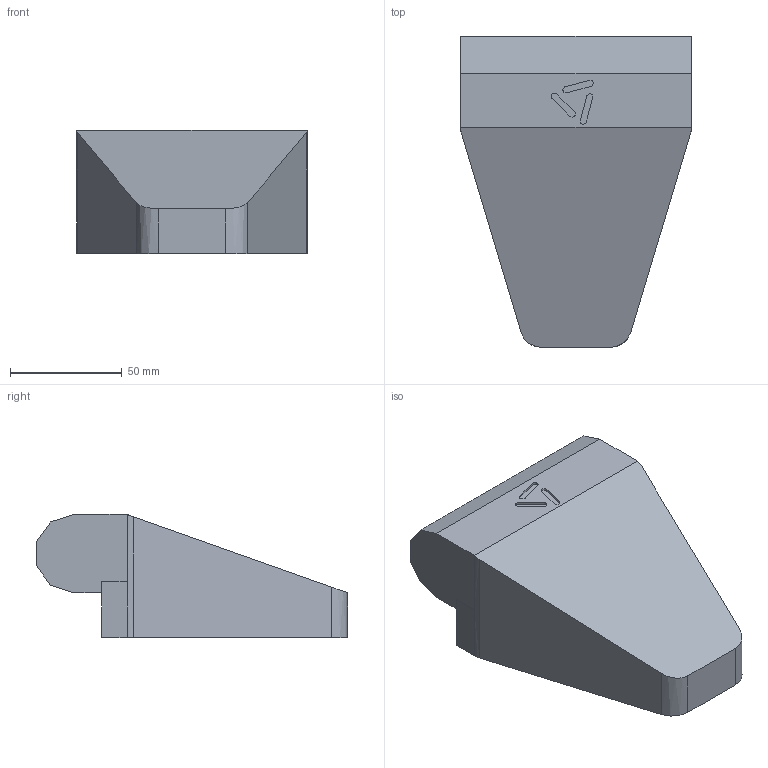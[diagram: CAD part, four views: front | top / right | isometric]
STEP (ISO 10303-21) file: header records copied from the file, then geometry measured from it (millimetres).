
FILE_DESCRIPTION(/* description */ (''),/* implementation_level */ '2;1');
FILE_NAME(/* name */ '3D_prise back - Copy.stp',/* time_stamp */ '2019-10-16T14:23:54+02:00',/* author */ ('neoyd'),/* organization */ (''),/* preprocessor_version */ 'ST-DEVELOPER v18',/* originating_system */ 'AutoCAD Mechanical',/* authorisation */ '');
FILE_SCHEMA (('AUTOMOTIVE_DESIGN { 1 0 10303 214 3 1 1 }'));
Length unit declared in the file: millimetre
Products named in the file (14): Product; *S2; *S1; *S3; *S5; *S4; *S7; *S6; *S9; *S8; *S11; *S10; *S13; *S12
Assembly tree (13 placements, depth 3):
  Product
    *S2
      *S1
    *S3
    *S5
      *S4
    *S7
      *S6
    *S9
      *S8
    *S11
      *S10
    *S13
      *S12
Bounding box: 103.27 x 139.15 x 55 mm (x, y, z)
Volume: 451569.1 mm3; surface area: 39892 mm2
Topology: 1 solids, 1 shells, 116 faces, 1335 edges, 2144 vertices
Faces by surface type: plane 108, cylinder 8
Full cylindrical faces by diameter (mm): 4 x3
Entity records: 12204 total; most frequent: CARTESIAN_POINT 3718, DIRECTION 1754, LINE 1202, VECTOR 1202, TRIMMED_CURVE 1013, STYLED_ITEM 936, ORIENTED_EDGE 644, EDGE_CURVE 322
